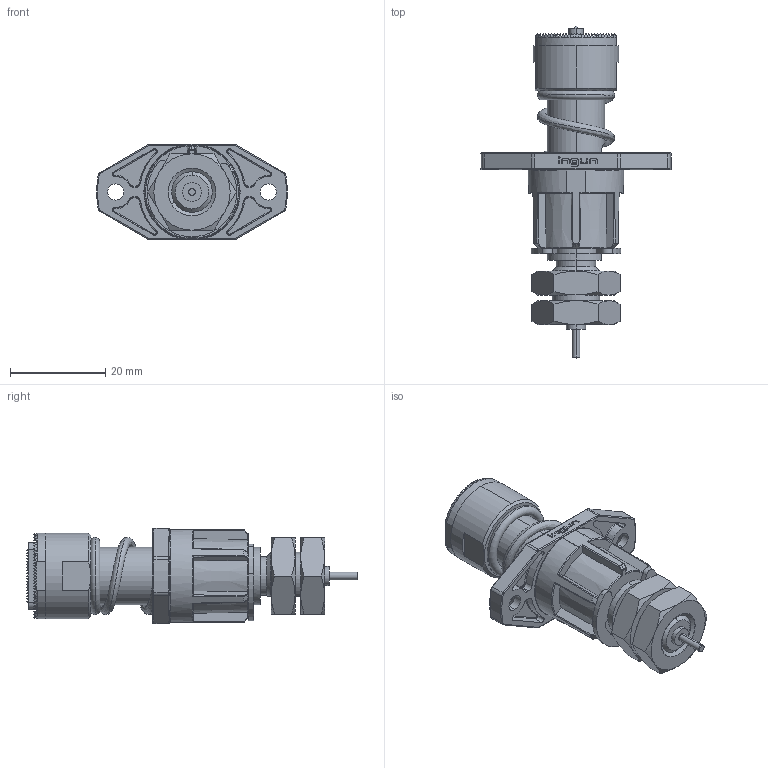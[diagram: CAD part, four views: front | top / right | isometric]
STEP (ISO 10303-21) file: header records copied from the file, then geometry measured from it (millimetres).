
FILE_DESCRIPTION (( 'STEP AP203' ), '1' );
FILE_NAME ('INGUN_BCP-695_360_1800_A_xx04-62.STEP', '2025-10-28T14:10:04', ( '' ), ( '' ), 'SwSTEP 2.0', 'SolidWorks 2023', '' );
FILE_SCHEMA (( 'CONFIG_CONTROL_DESIGN' ));
Length unit declared in the file: millimetre
Products named in the file (1): INGUN_BCP-695_360_1800_A_xx04-62
Bounding box: 39.94 x 69.6 x 20 mm (x, y, z)
Volume: 12849.8 mm3; surface area: 8686 mm2
Topology: 3 solids, 3 shells, 3161 faces, 5678 edges, 2535 vertices
Faces by surface type: plane 2762, cylinder 154, cone 98, torus 83, bspline 36, sphere 28
Entity records: 72903 total; most frequent: CARTESIAN_POINT 14966, DIRECTION 12020, ORIENTED_EDGE 11356, EDGE_CURVE 5678, VECTOR 4518, LINE 4518, AXIS2_PLACEMENT_3D 3751, EDGE_LOOP 3191
